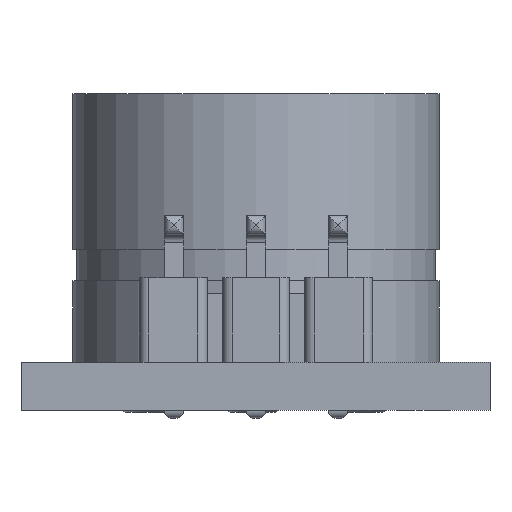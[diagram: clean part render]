
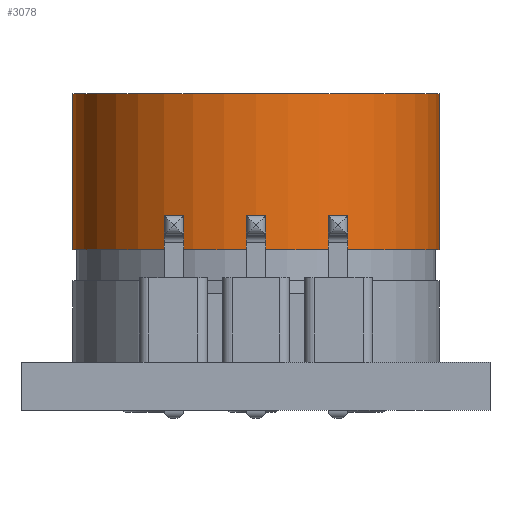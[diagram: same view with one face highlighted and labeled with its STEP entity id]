
A CAD part, front view. The second image highlights one B-rep face of the part: STEP entity #3078.
In plain terms, the highlighted cylindrical face has radius 5.87 mm (diameter 11.74 mm), a full revolution.
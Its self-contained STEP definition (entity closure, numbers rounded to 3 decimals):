
#382=FACE_OUTER_BOUND('',#588,.T.);
#588=EDGE_LOOP('',(#2776,#2777,#2778,#2779));
#911=LINE('',#5182,#1213);
#1213=VECTOR('',#4290,5.87);
#1292=CIRCLE('',#3392,5.87);
#1295=CIRCLE('',#3398,5.87);
#1545=VERTEX_POINT('',#5167);
#1548=VERTEX_POINT('',#5177);
#1957=EDGE_CURVE('',#1545,#1545,#1292,.T.);
#1961=EDGE_CURVE('',#1548,#1548,#1295,.T.);
#1963=EDGE_CURVE('',#1545,#1548,#911,.T.);
#2776=ORIENTED_EDGE('',*,*,#1957,.F.);
#2777=ORIENTED_EDGE('',*,*,#1963,.T.);
#2778=ORIENTED_EDGE('',*,*,#1961,.T.);
#2779=ORIENTED_EDGE('',*,*,#1963,.F.);
#2897=CYLINDRICAL_SURFACE('',#3400,5.87);
#3078=ADVANCED_FACE('',(#382),#2897,.T.);
#3392=AXIS2_PLACEMENT_3D('',#5168,#4271,#4272);
#3398=AXIS2_PLACEMENT_3D('',#5178,#4284,#4285);
#3400=AXIS2_PLACEMENT_3D('',#5181,#4288,#4289);
#4271=DIRECTION('center_axis',(0.,0.,1.));
#4272=DIRECTION('ref_axis',(1.,0.,0.));
#4284=DIRECTION('center_axis',(0.,0.,1.));
#4285=DIRECTION('ref_axis',(1.,0.,0.));
#4288=DIRECTION('center_axis',(0.,0.,1.));
#4289=DIRECTION('ref_axis',(1.,0.,0.));
#4290=DIRECTION('',(0.,0.,-1.));
#5167=CARTESIAN_POINT('',(1.63,9.33,10.15));
#5168=CARTESIAN_POINT('Origin',(7.5,9.33,10.15));
#5177=CARTESIAN_POINT('',(1.63,9.33,5.15));
#5178=CARTESIAN_POINT('Origin',(7.5,9.33,5.15));
#5181=CARTESIAN_POINT('Origin',(7.5,9.33,5.15));
#5182=CARTESIAN_POINT('',(1.63,9.33,5.15));
